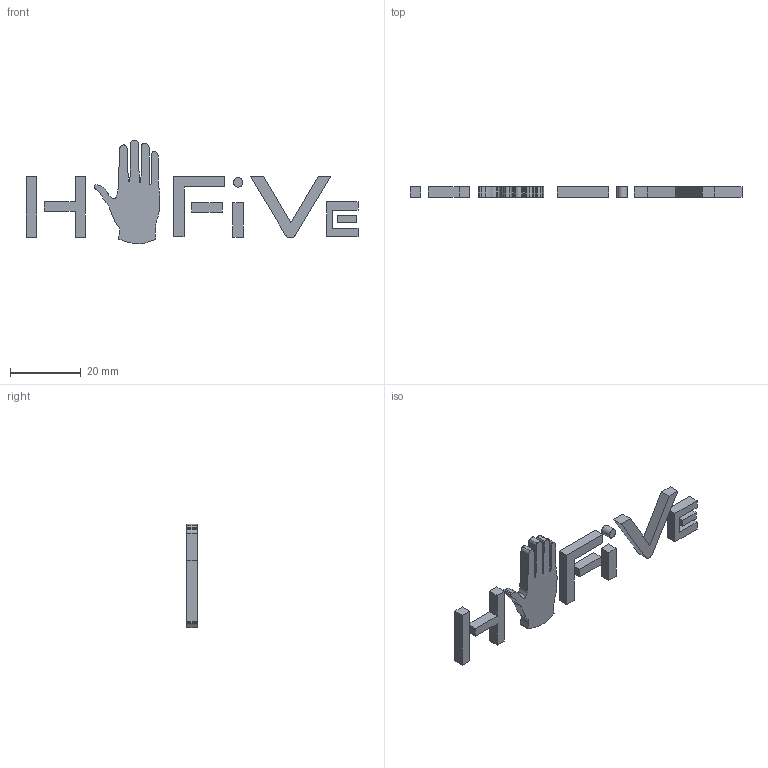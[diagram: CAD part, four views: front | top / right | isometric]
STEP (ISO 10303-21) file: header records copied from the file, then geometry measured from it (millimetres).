
FILE_DESCRIPTION(/* description */ (''),/* implementation_level */ '2;1');
FILE_NAME(/* name */ 'inlay_back_letters.step',/* time_stamp */ '2024-09-25T16:54:14+02:00',/* author */ (''),/* organization */ (''),/* preprocessor_version */ 'ST-DEVELOPER v20',/* originating_system */ 'Autodesk Translation Framework v13.20.0.188',/* authorisation */ '');
FILE_SCHEMA (('AUTOMOTIVE_DESIGN { 1 0 10303 214 3 1 1 }'));
Length unit declared in the file: millimetre
Products named in the file (1): inlay_back_rev1-2
Bounding box: 93.62 x 3 x 29.17 mm (x, y, z)
Volume: 2231.6 mm3; surface area: 3018.1 mm2
Topology: 10 solids, 10 shells, 130 faces, 330 edges, 220 vertices
Faces by surface type: plane 90, cylinder 40
Full cylindrical faces by diameter (mm): 2.654 x1
Entity records: 3945 total; most frequent: CARTESIAN_POINT 681, DIRECTION 672, ORIENTED_EDGE 660, EDGE_CURVE 330, LINE 250, VECTOR 250, VERTEX_POINT 220, AXIS2_PLACEMENT_3D 211
